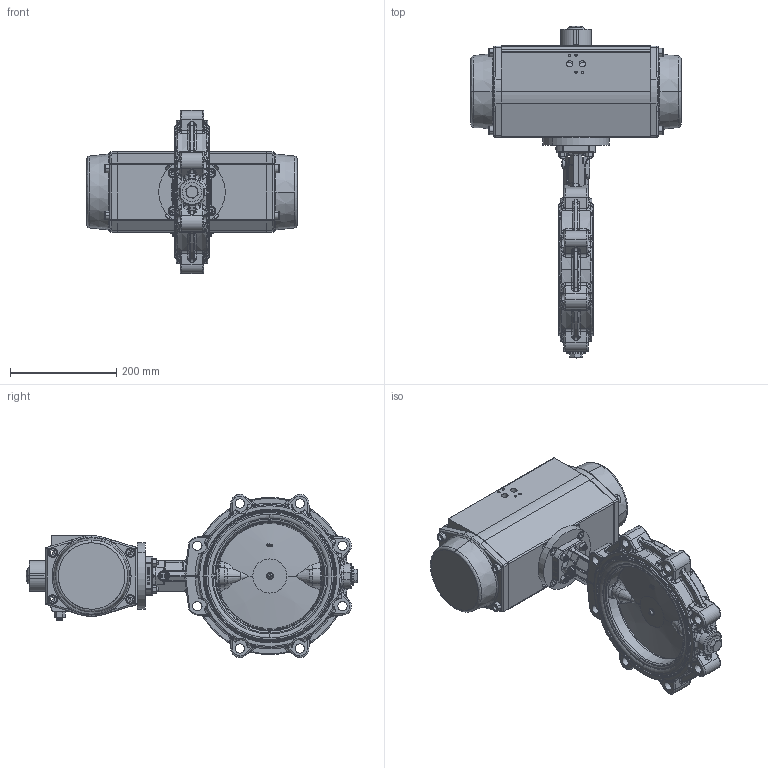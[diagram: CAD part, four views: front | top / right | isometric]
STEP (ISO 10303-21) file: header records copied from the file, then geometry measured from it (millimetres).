
FILE_DESCRIPTION (( 'STEP AP203' ), '1' );
FILE_NAME ('AK02_DN200_pneu.-einfachw..STEP', '2022-11-04T07:53:31', ( '' ), ( '' ), 'SwSTEP 2.0', 'SolidWorks 2021', '' );
FILE_SCHEMA (( 'CONFIG_CONTROL_DESIGN' ));
Length unit declared in the file: metre
Products named in the file (1): AK02_DN200_pneu.-einfachw.
Bounding box: 395 x 623.69 x 306.54 mm (x, y, z)
Surface area: 672631.7 mm2 (no closed solid volume)
Topology: 0 solids, 387 shells, 1580 faces, 5341 edges, 3975 vertices
Faces by surface type: cylinder 442, plane 367, bspline 351, torus 286, cone 118, sphere 16
Entity records: 99053 total; most frequent: CARTESIAN_POINT 56761, DIRECTION 8265, ORIENTED_EDGE 7822, EDGE_CURVE 5250, VERTEX_POINT 3975, AXIS2_PLACEMENT_3D 3257, CIRCLE 2027, LINE 1751
